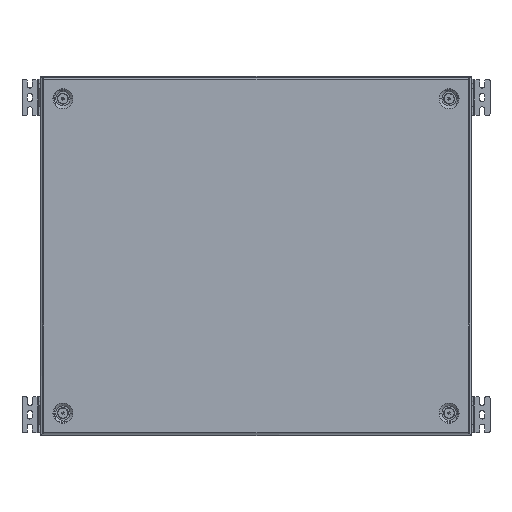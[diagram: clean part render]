
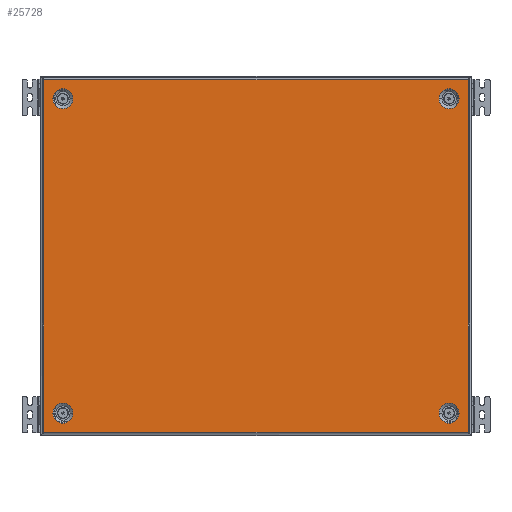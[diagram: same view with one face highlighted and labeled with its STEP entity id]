
A CAD part, top view. The second image highlights one B-rep face of the part: STEP entity #25728.
In plain terms, the highlighted planar face has unit normal (0, 0, 1).
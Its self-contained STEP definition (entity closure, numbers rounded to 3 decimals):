
#36 = DIRECTION ( 'NONE',  ( 0., 0., 1. ) ) ;
#173 = FACE_BOUND ( 'NONE', #7633, .T. ) ;
#309 = FACE_BOUND ( 'NONE', #21175, .T. ) ;
#370 = VERTEX_POINT ( 'NONE', #2855 ) ;
#630 = VECTOR ( 'NONE', #13875, 1000. ) ;
#686 = CIRCLE ( 'NONE', #22946, 14. ) ;
#791 = AXIS2_PLACEMENT_3D ( 'NONE', #24882, #4804, #24735 ) ;
#885 = CARTESIAN_POINT ( 'NONE',  ( 255., -219., 0. ) ) ;
#1112 = DIRECTION ( 'NONE',  ( 1., 0., 0. ) ) ;
#1142 = ORIENTED_EDGE ( 'NONE', *, *, #12514, .F. ) ;
#1451 = DIRECTION ( 'NONE',  ( 0., 0., 1. ) ) ;
#1527 = VERTEX_POINT ( 'NONE', #13481 ) ;
#1638 = EDGE_CURVE ( 'NONE', #10718, #15224, #24838, .T. ) ;
#1784 = DIRECTION ( 'NONE',  ( 0., -1., 0. ) ) ;
#1926 = EDGE_CURVE ( 'NONE', #25482, #370, #23952, .T. ) ;
#2130 = ORIENTED_EDGE ( 'NONE', *, *, #2459, .F. ) ;
#2454 = CARTESIAN_POINT ( 'NONE',  ( 0., 0., 0. ) ) ;
#2459 = EDGE_CURVE ( 'NONE', #25389, #12598, #12145, .T. ) ;
#2648 = CARTESIAN_POINT ( 'NONE',  ( -295.793, -245.5, 0. ) ) ;
#2852 = EDGE_CURVE ( 'NONE', #12614, #23139, #6274, .T. ) ;
#2855 = CARTESIAN_POINT ( 'NONE',  ( -295.5, -245.5, 0. ) ) ;
#3487 = CARTESIAN_POINT ( 'NONE',  ( -297.5, 245.5, 0. ) ) ;
#3568 = ORIENTED_EDGE ( 'NONE', *, *, #11314, .F. ) ;
#3905 = CIRCLE ( 'NONE', #11166, 14. ) ;
#3933 = EDGE_CURVE ( 'NONE', #6423, #12337, #14192, .T. ) ;
#4031 = DIRECTION ( 'NONE',  ( -1., 0., 0. ) ) ;
#4401 = CARTESIAN_POINT ( 'NONE',  ( 269., -219., 0. ) ) ;
#4484 = DIRECTION ( 'NONE',  ( 0., 0., 1. ) ) ;
#4748 = ORIENTED_EDGE ( 'NONE', *, *, #12610, .F. ) ;
#4804 = DIRECTION ( 'NONE',  ( 0., 0., 1. ) ) ;
#4817 = CARTESIAN_POINT ( 'NONE',  ( -255., 219., 0. ) ) ;
#5002 = DIRECTION ( 'NONE',  ( 0., 1., 0. ) ) ;
#5033 = CARTESIAN_POINT ( 'NONE',  ( -295.5, 245.5, 0. ) ) ;
#5658 = VERTEX_POINT ( 'NONE', #25131 ) ;
#5674 = CARTESIAN_POINT ( 'NONE',  ( -283., 219., 0. ) ) ;
#6132 = CARTESIAN_POINT ( 'NONE',  ( 295.5, 245.5, 0. ) ) ;
#6151 = DIRECTION ( 'NONE',  ( 0., 0., 1. ) ) ;
#6164 = DIRECTION ( 'NONE',  ( 0., 0., 1. ) ) ;
#6274 = CIRCLE ( 'NONE', #8093, 14. ) ;
#6423 = VERTEX_POINT ( 'NONE', #27831 ) ;
#6945 = CARTESIAN_POINT ( 'NONE',  ( 283., 219., 0. ) ) ;
#7219 = CARTESIAN_POINT ( 'NONE',  ( 295.4, 245.5, 0. ) ) ;
#7222 = EDGE_CURVE ( 'NONE', #9470, #8071, #9607, .T. ) ;
#7317 = CARTESIAN_POINT ( 'NONE',  ( 295.793, 245.5, 0. ) ) ;
#7633 = EDGE_LOOP ( 'NONE', ( #9680, #4748 ) ) ;
#7656 = VERTEX_POINT ( 'NONE', #6132 ) ;
#7769 = EDGE_LOOP ( 'NONE', ( #1142, #2130 ) ) ;
#7913 = ORIENTED_EDGE ( 'NONE', *, *, #19350, .T. ) ;
#8071 = VERTEX_POINT ( 'NONE', #10653 ) ;
#8093 = AXIS2_PLACEMENT_3D ( 'NONE', #23811, #17820, #28097 ) ;
#8922 = LINE ( 'NONE', #2648, #25390 ) ;
#9008 = FACE_BOUND ( 'NONE', #7769, .T. ) ;
#9206 = LINE ( 'NONE', #17858, #9460 ) ;
#9460 = VECTOR ( 'NONE', #11459, 1000. ) ;
#9470 = VERTEX_POINT ( 'NONE', #15176 ) ;
#9604 = CARTESIAN_POINT ( 'NONE',  ( 255., 219., 0. ) ) ;
#9607 = CIRCLE ( 'NONE', #23255, 14. ) ;
#9616 = DIRECTION ( 'NONE',  ( -1., 0., 0. ) ) ;
#9680 = ORIENTED_EDGE ( 'NONE', *, *, #17438, .F. ) ;
#9823 = EDGE_CURVE ( 'NONE', #25482, #15224, #20704, .T. ) ;
#10305 = ORIENTED_EDGE ( 'NONE', *, *, #3933, .T. ) ;
#10347 = ORIENTED_EDGE ( 'NONE', *, *, #2852, .F. ) ;
#10469 = ORIENTED_EDGE ( 'NONE', *, *, #9823, .F. ) ;
#10653 = CARTESIAN_POINT ( 'NONE',  ( -283., -219., 0. ) ) ;
#10662 = CARTESIAN_POINT ( 'NONE',  ( -295.793, -245.5, 0. ) ) ;
#10718 = VERTEX_POINT ( 'NONE', #7219 ) ;
#10789 = AXIS2_PLACEMENT_3D ( 'NONE', #19712, #4484, #21575 ) ;
#10858 = FACE_OUTER_BOUND ( 'NONE', #16304, .T. ) ;
#11166 = AXIS2_PLACEMENT_3D ( 'NONE', #20576, #16157, #18581 ) ;
#11314 = EDGE_CURVE ( 'NONE', #8071, #9470, #3905, .T. ) ;
#11408 = LINE ( 'NONE', #15673, #11440 ) ;
#11440 = VECTOR ( 'NONE', #5002, 1000. ) ;
#11459 = DIRECTION ( 'NONE',  ( -1., 0., 0. ) ) ;
#12145 = CIRCLE ( 'NONE', #10789, 14. ) ;
#12337 = VERTEX_POINT ( 'NONE', #26775 ) ;
#12514 = EDGE_CURVE ( 'NONE', #12598, #25389, #24301, .T. ) ;
#12598 = VERTEX_POINT ( 'NONE', #6945 ) ;
#12610 = EDGE_CURVE ( 'NONE', #27920, #5658, #686, .T. ) ;
#12614 = VERTEX_POINT ( 'NONE', #4817 ) ;
#12862 = CARTESIAN_POINT ( 'NONE',  ( -295.5, 245.793, 0. ) ) ;
#13124 = DIRECTION ( 'NONE',  ( 1., 0., 0. ) ) ;
#13396 = FACE_BOUND ( 'NONE', #15782, .T. ) ;
#13474 = VECTOR ( 'NONE', #9616, 1000. ) ;
#13481 = CARTESIAN_POINT ( 'NONE',  ( -295.4, -245.5, 0. ) ) ;
#13875 = DIRECTION ( 'NONE',  ( 1., 0., 0. ) ) ;
#14192 = LINE ( 'NONE', #18315, #18590 ) ;
#14367 = EDGE_CURVE ( 'NONE', #23139, #12614, #23344, .T. ) ;
#14679 = DIRECTION ( 'NONE',  ( -1., 0., 0. ) ) ;
#14885 = VECTOR ( 'NONE', #16927, 1000. ) ;
#15176 = CARTESIAN_POINT ( 'NONE',  ( -255., -219., 0. ) ) ;
#15224 = VERTEX_POINT ( 'NONE', #16979 ) ;
#15673 = CARTESIAN_POINT ( 'NONE',  ( 295.5, -245.793, 0. ) ) ;
#15782 = EDGE_LOOP ( 'NONE', ( #3568, #16235 ) ) ;
#15850 = ORIENTED_EDGE ( 'NONE', *, *, #1926, .T. ) ;
#16157 = DIRECTION ( 'NONE',  ( 0., 0., 1. ) ) ;
#16235 = ORIENTED_EDGE ( 'NONE', *, *, #7222, .F. ) ;
#16304 = EDGE_LOOP ( 'NONE', ( #23530, #26168, #10469, #15850, #23331, #7913, #10305, #18745 ) ) ;
#16535 = AXIS2_PLACEMENT_3D ( 'NONE', #16830, #6151, #27795 ) ;
#16830 = CARTESIAN_POINT ( 'NONE',  ( -269., 219., 0. ) ) ;
#16927 = DIRECTION ( 'NONE',  ( 1., 0., 0. ) ) ;
#16979 = CARTESIAN_POINT ( 'NONE',  ( -295.4, 245.5, 0. ) ) ;
#17438 = EDGE_CURVE ( 'NONE', #5658, #27920, #22615, .T. ) ;
#17820 = DIRECTION ( 'NONE',  ( 0., 0., 1. ) ) ;
#17858 = CARTESIAN_POINT ( 'NONE',  ( 295.793, 245.5, 0. ) ) ;
#17986 = EDGE_CURVE ( 'NONE', #7656, #10718, #9206, .T. ) ;
#18315 = CARTESIAN_POINT ( 'NONE',  ( 297.5, -245.5, 0. ) ) ;
#18581 = DIRECTION ( 'NONE',  ( -1., 0., 0. ) ) ;
#18590 = VECTOR ( 'NONE', #1112, 1000. ) ;
#18745 = ORIENTED_EDGE ( 'NONE', *, *, #27751, .T. ) ;
#19350 = EDGE_CURVE ( 'NONE', #1527, #6423, #21479, .T. ) ;
#19712 = CARTESIAN_POINT ( 'NONE',  ( 269., 219., 0. ) ) ;
#19878 = VECTOR ( 'NONE', #1784, 1000. ) ;
#19908 = DIRECTION ( 'NONE',  ( 0., 0., 1. ) ) ;
#20557 = EDGE_CURVE ( 'NONE', #370, #1527, #8922, .T. ) ;
#20576 = CARTESIAN_POINT ( 'NONE',  ( -269., -219., 0. ) ) ;
#20704 = LINE ( 'NONE', #3487, #630 ) ;
#21175 = EDGE_LOOP ( 'NONE', ( #21768, #10347 ) ) ;
#21479 = LINE ( 'NONE', #10662, #14885 ) ;
#21575 = DIRECTION ( 'NONE',  ( -1., 0., 0. ) ) ;
#21624 = DIRECTION ( 'NONE',  ( 1., 0., 0. ) ) ;
#21768 = ORIENTED_EDGE ( 'NONE', *, *, #14367, .F. ) ;
#22310 = AXIS2_PLACEMENT_3D ( 'NONE', #2454, #36, #13124 ) ;
#22615 = CIRCLE ( 'NONE', #791, 14. ) ;
#22946 = AXIS2_PLACEMENT_3D ( 'NONE', #4401, #19908, #21624 ) ;
#23139 = VERTEX_POINT ( 'NONE', #5674 ) ;
#23255 = AXIS2_PLACEMENT_3D ( 'NONE', #25948, #6164, #4031 ) ;
#23331 = ORIENTED_EDGE ( 'NONE', *, *, #20557, .T. ) ;
#23344 = CIRCLE ( 'NONE', #16535, 14. ) ;
#23530 = ORIENTED_EDGE ( 'NONE', *, *, #17986, .T. ) ;
#23811 = CARTESIAN_POINT ( 'NONE',  ( -269., 219., 0. ) ) ;
#23952 = LINE ( 'NONE', #12862, #19878 ) ;
#24077 = PLANE ( 'NONE',  #22310 ) ;
#24301 = CIRCLE ( 'NONE', #25244, 14. ) ;
#24735 = DIRECTION ( 'NONE',  ( 1., 0., 0. ) ) ;
#24838 = LINE ( 'NONE', #7317, #13474 ) ;
#24882 = CARTESIAN_POINT ( 'NONE',  ( 269., -219., 0. ) ) ;
#25131 = CARTESIAN_POINT ( 'NONE',  ( 283., -219., 0. ) ) ;
#25244 = AXIS2_PLACEMENT_3D ( 'NONE', #25496, #1451, #14679 ) ;
#25389 = VERTEX_POINT ( 'NONE', #9604 ) ;
#25390 = VECTOR ( 'NONE', #26557, 1000. ) ;
#25482 = VERTEX_POINT ( 'NONE', #5033 ) ;
#25496 = CARTESIAN_POINT ( 'NONE',  ( 269., 219., 0. ) ) ;
#25728 = ADVANCED_FACE ( 'NONE', ( #10858, #173, #9008, #13396, #309 ), #24077, .T. ) ;
#25948 = CARTESIAN_POINT ( 'NONE',  ( -269., -219., 0. ) ) ;
#26168 = ORIENTED_EDGE ( 'NONE', *, *, #1638, .T. ) ;
#26557 = DIRECTION ( 'NONE',  ( 1., 0., 0. ) ) ;
#26775 = CARTESIAN_POINT ( 'NONE',  ( 295.5, -245.5, 0. ) ) ;
#27751 = EDGE_CURVE ( 'NONE', #12337, #7656, #11408, .T. ) ;
#27795 = DIRECTION ( 'NONE',  ( 1., 0., 0. ) ) ;
#27831 = CARTESIAN_POINT ( 'NONE',  ( 295.4, -245.5, 0. ) ) ;
#27920 = VERTEX_POINT ( 'NONE', #885 ) ;
#28097 = DIRECTION ( 'NONE',  ( 1., 0., 0. ) ) ;
